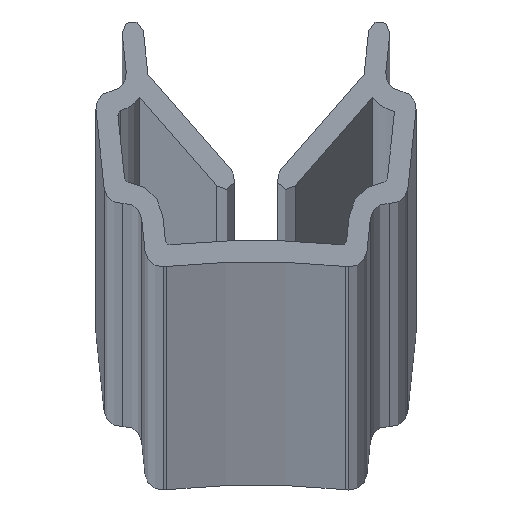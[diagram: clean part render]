
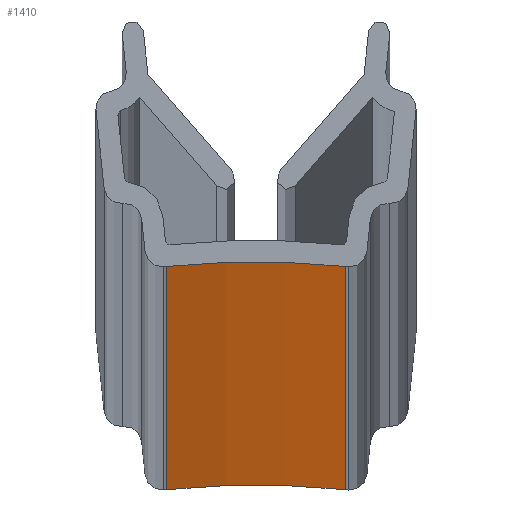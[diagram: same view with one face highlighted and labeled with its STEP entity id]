
A CAD part, top view. The second image highlights one B-rep face of the part: STEP entity #1410.
In plain terms, the highlighted cylindrical face has radius 20 mm (diameter 40 mm), a partial arc.
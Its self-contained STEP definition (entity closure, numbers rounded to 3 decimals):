
#410=CARTESIAN_POINT('',(2.091,0.,-1500.0));
#411=VERTEX_POINT('',#410);
#418=CARTESIAN_POINT('',(-2.091,0.,-1500.0));
#419=VERTEX_POINT('',#418);
#420=CARTESIAN_POINT('',(0.,-19.89,-1500.0));
#421=DIRECTION('',(0.0,0.0,-1.0));
#422=DIRECTION('',(0.105,0.995,0.0));
#423=AXIS2_PLACEMENT_3D('',#420,#421,#422);
#424=CIRCLE('',#423,20.);
#425=EDGE_CURVE('',#419,#411,#424,.T.);
#1367=CARTESIAN_POINT('',(2.091,0.,1500.0));
#1368=VERTEX_POINT('',#1367);
#1375=CARTESIAN_POINT('',(2.091,0.,1500.0));
#1376=DIRECTION('',(0.0,0.0,-1.0));
#1377=VECTOR('',#1376,3000.0);
#1378=LINE('',#1375,#1377);
#1379=EDGE_CURVE('',#1368,#411,#1378,.T.);
#1386=CARTESIAN_POINT('',(0.,-19.89,0.0));
#1387=DIRECTION('',(0.0,0.0,1.0));
#1388=DIRECTION('',(0.105,0.995,0.0));
#1389=AXIS2_PLACEMENT_3D('',#1386,#1387,#1388);
#1390=CYLINDRICAL_SURFACE('',#1389,20.);
#1391=CARTESIAN_POINT('',(-2.091,0.,1500.0));
#1392=VERTEX_POINT('',#1391);
#1393=CARTESIAN_POINT('',(0.,-19.89,1500.0));
#1394=DIRECTION('',(0.0,0.0,1.0));
#1395=DIRECTION('',(0.105,0.995,0.0));
#1396=AXIS2_PLACEMENT_3D('',#1393,#1394,#1395);
#1397=CIRCLE('',#1396,20.);
#1398=EDGE_CURVE('',#1368,#1392,#1397,.T.);
#1399=ORIENTED_EDGE('',*,*,#1398,.T.);
#1400=CARTESIAN_POINT('',(-2.091,0.,1500.0));
#1401=DIRECTION('',(0.0,0.0,-1.0));
#1402=VECTOR('',#1401,3000.0);
#1403=LINE('',#1400,#1402);
#1404=EDGE_CURVE('',#1392,#419,#1403,.T.);
#1405=ORIENTED_EDGE('',*,*,#1404,.T.);
#1406=ORIENTED_EDGE('',*,*,#425,.T.);
#1407=ORIENTED_EDGE('',*,*,#1379,.F.);
#1408=EDGE_LOOP('',(#1399,#1405,#1406,#1407));
#1409=FACE_OUTER_BOUND('',#1408,.T.);
#1410=ADVANCED_FACE('',(#1409),#1390,.F.);
